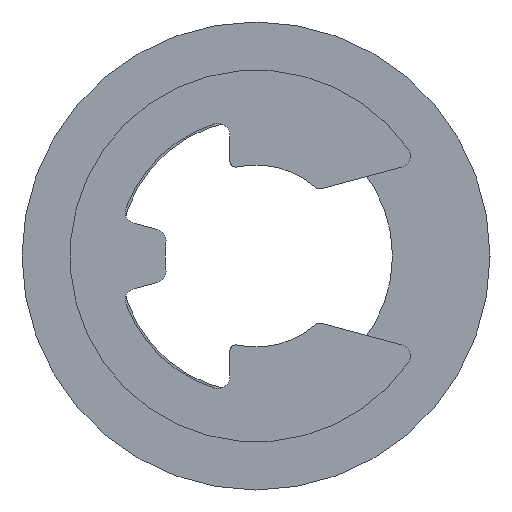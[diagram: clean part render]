
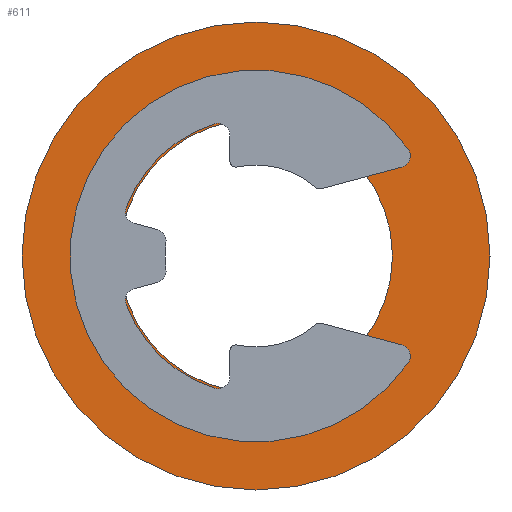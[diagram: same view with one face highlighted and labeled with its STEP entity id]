
A CAD part, left-side view. The second image highlights one B-rep face of the part: STEP entity #611.
In plain terms, the highlighted planar face has unit normal (-1, 0, 0).
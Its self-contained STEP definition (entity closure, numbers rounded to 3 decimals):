
#99=CIRCLE('',#722,5.25);
#101=CIRCLE('',#726,9.);
#267=ORIENTED_EDGE('',*,*,#348,.F.);
#268=ORIENTED_EDGE('',*,*,#350,.T.);
#348=EDGE_CURVE('',#404,#404,#99,.T.);
#350=EDGE_CURVE('',#406,#406,#101,.T.);
#404=VERTEX_POINT('',#1806);
#406=VERTEX_POINT('',#1812);
#521=EDGE_LOOP('',(#267));
#522=EDGE_LOOP('',(#268));
#561=FACE_BOUND('',#521,.T.);
#562=FACE_BOUND('',#522,.T.);
#576=PLANE('',#727);
#611=ADVANCED_FACE('',(#561,#562),#576,.T.);
#722=AXIS2_PLACEMENT_3D('',#1805,#914,#915);
#726=AXIS2_PLACEMENT_3D('',#1811,#922,#923);
#727=AXIS2_PLACEMENT_3D('',#1813,#924,#925);
#914=DIRECTION('',(-1.,0.,0.));
#915=DIRECTION('',(0.,0.,1.));
#922=DIRECTION('',(-1.,0.,0.));
#923=DIRECTION('',(0.,0.,1.));
#924=DIRECTION('',(-1.,0.,0.));
#925=DIRECTION('',(0.,0.,1.));
#1805=CARTESIAN_POINT('',(-0.8,0.,0.));
#1806=CARTESIAN_POINT('',(-0.8,0.,5.25));
#1811=CARTESIAN_POINT('',(-0.8,0.,0.));
#1812=CARTESIAN_POINT('',(-0.8,0.,9.));
#1813=CARTESIAN_POINT('',(-0.8,0.,5.25));
